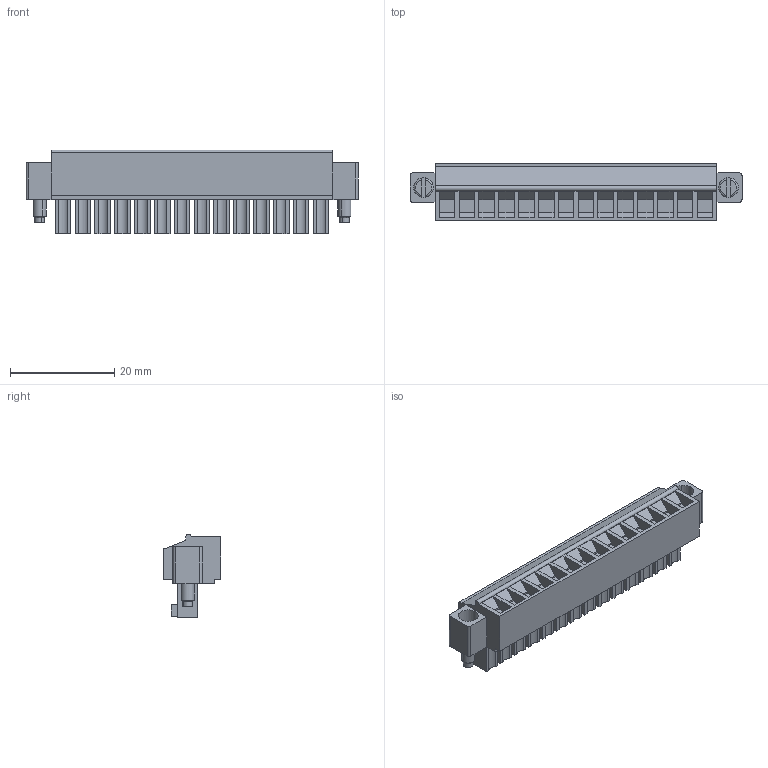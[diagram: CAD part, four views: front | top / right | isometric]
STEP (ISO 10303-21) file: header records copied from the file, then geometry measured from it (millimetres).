
FILE_DESCRIPTION(('CATIA V5 STEP Exchange','CAx-IF Rec.Pracs.--- Model Styling and Organization---1.2---2011-12-15'),'2;1');
FILE_NAME ('D1458826_0_1899590000_1899590000.stp','2018-09-19T13:51:54+00:00',('none'),('Weidmueller'),'CATIA Version 5-6 Release 2014','CATIA V5 STEP AP214','none');
FILE_SCHEMA(('AUTOMOTIVE_DESIGN { 1 0 10303 214 1 1 1 1 }'));
Length unit declared in the file: millimetre
Products named in the file (1): 1899590000
Bounding box: 63.73 x 11.1 x 16.1 mm (x, y, z)
Volume: 5542.9 mm3; surface area: 5102.6 mm2
Topology: 3 solids, 3 shells, 488 faces, 1248 edges, 826 vertices
Faces by surface type: plane 359, cylinder 85, cone 36, torus 8
Entity records: 13114 total; most frequent: ORIENTED_EDGE 2496, CARTESIAN_POINT 2322, DIRECTION 1670, EDGE_CURVE 1248, VECTOR 988, LINE 988, VERTEX_POINT 826, EDGE_LOOP 552
